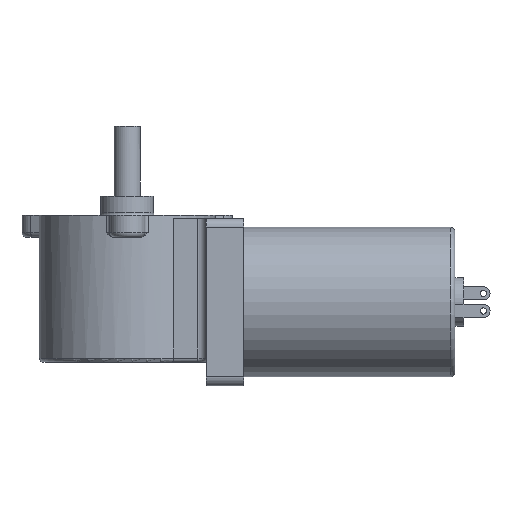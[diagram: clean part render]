
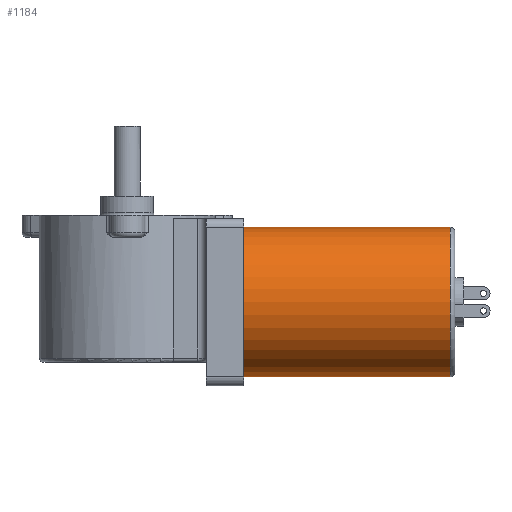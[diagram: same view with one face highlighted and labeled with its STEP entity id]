
A CAD part, front view. The second image highlights one B-rep face of the part: STEP entity #1184.
In plain terms, the highlighted cylindrical face has radius 17 mm (diameter 34 mm), a full revolution.
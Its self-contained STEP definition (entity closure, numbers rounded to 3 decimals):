
#1153=CARTESIAN_POINT('',(73.5,-11.7,-3.3));
#1154=VERTEX_POINT('',#1153);
#1155=CARTESIAN_POINT('',(73.5,-11.7,13.7));
#1156=DIRECTION('',(1.0,0.0,0.0));
#1157=DIRECTION('',(0.0,0.0,1.0));
#1158=AXIS2_PLACEMENT_3D('',#1155,#1156,#1157);
#1159=CIRCLE('',#1158,17.0);
#1160=EDGE_CURVE('',#1154,#1154,#1159,.T.);
#1165=CARTESIAN_POINT('',(26.5,-11.7,13.7));
#1166=DIRECTION('',(1.0,0.,0.0));
#1167=DIRECTION('',(0.0,0.0,1.0));
#1168=AXIS2_PLACEMENT_3D('',#1165,#1166,#1167);
#1169=CYLINDRICAL_SURFACE('',#1168,17.0);
#1170=CARTESIAN_POINT('',(26.5,-11.7,-3.3));
#1171=VERTEX_POINT('',#1170);
#1172=CARTESIAN_POINT('',(26.5,-11.7,13.7));
#1173=DIRECTION('',(-1.0,0.0,0.0));
#1174=DIRECTION('',(0.0,0.0,1.0));
#1175=AXIS2_PLACEMENT_3D('',#1172,#1173,#1174);
#1176=CIRCLE('',#1175,17.0);
#1177=EDGE_CURVE('',#1171,#1171,#1176,.T.);
#1178=ORIENTED_EDGE('',*,*,#1177,.F.);
#1179=EDGE_LOOP('',(#1178));
#1180=FACE_OUTER_BOUND('',#1179,.T.);
#1181=ORIENTED_EDGE('',*,*,#1160,.F.);
#1182=EDGE_LOOP('',(#1181));
#1183=FACE_BOUND('',#1182,.T.);
#1184=ADVANCED_FACE('',(#1180,#1183),#1169,.T.);
